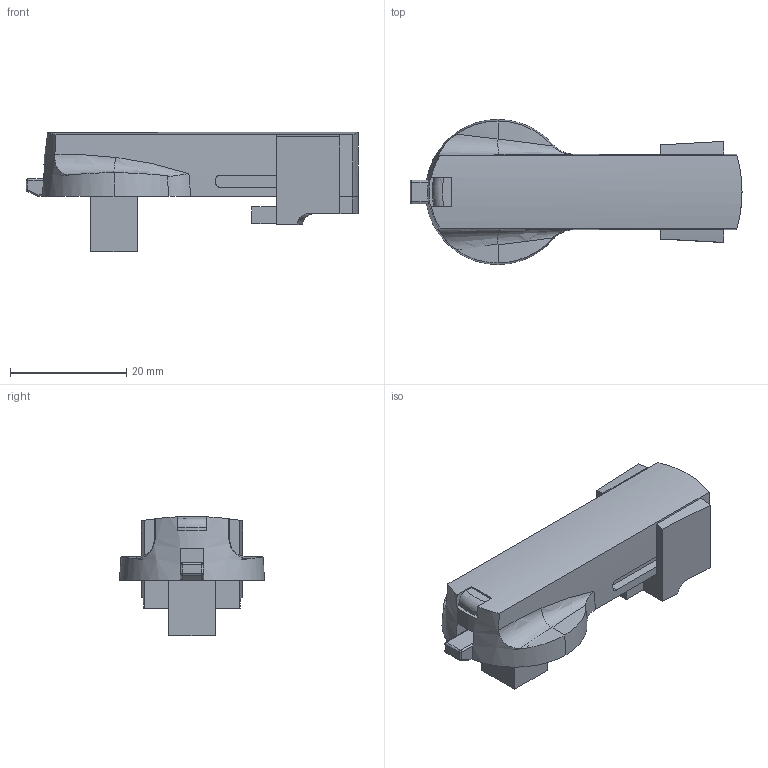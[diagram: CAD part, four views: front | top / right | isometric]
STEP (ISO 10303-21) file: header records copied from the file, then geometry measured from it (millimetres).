
FILE_DESCRIPTION(('STEP AP214'),'1');
FILE_NAME('cctmp_90C73AB0-A3BC-44B3-86ED-28CEEE56837D_2025_06_25_09_46_23_0573..stp','2025-06-25T07:46:23',('SIEMENS A&D'),('CADClick - www.CADClick.com'),'Spatial InterOp 3D postprocessed',' ','unknown authorization');
FILE_SCHEMA(('AUTOMOTIVE_DESIGN'));
Length unit declared in the file: millimetre
Products named in the file (3): cc_unnamed; 2025_06_25_09_46_23_0555; 2025_06_25_09_46_23_0524
Assembly tree (2 placements, depth 2):
  cc_unnamed
    2025_06_25_09_46_23_0555
    2025_06_25_09_46_23_0524
Bounding box: 57.15 x 25 x 20.5 mm (x, y, z)
Volume: 9934.5 mm3; surface area: 5057.4 mm2
Topology: 2 solids, 2 shells, 120 faces, 313 edges, 188 vertices
Faces by surface type: plane 59, cylinder 28, bspline 16, sphere 12, cone 4, torus 1
Entity records: 10465 total; most frequent: CARTESIAN_POINT 5335, STYLED_ITEM 609, PRESENTATION_STYLE_ASSIGNMENT 609, ORIENTED_EDGE 600, DIRECTION 515, EDGE_CURVE 300, CURVE_STYLE 300, DRAUGHTING_PRE_DEFINED_CURVE_FONT 300
